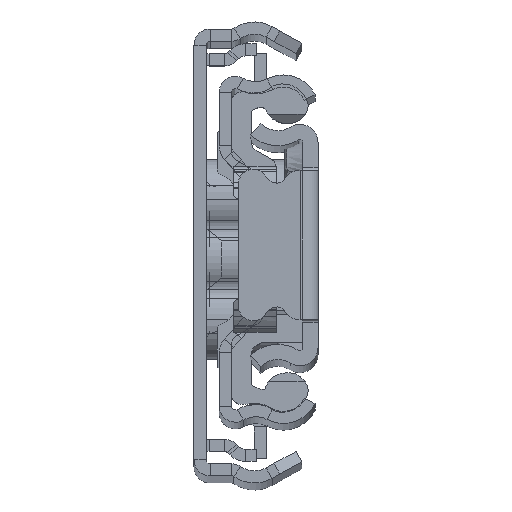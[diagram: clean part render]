
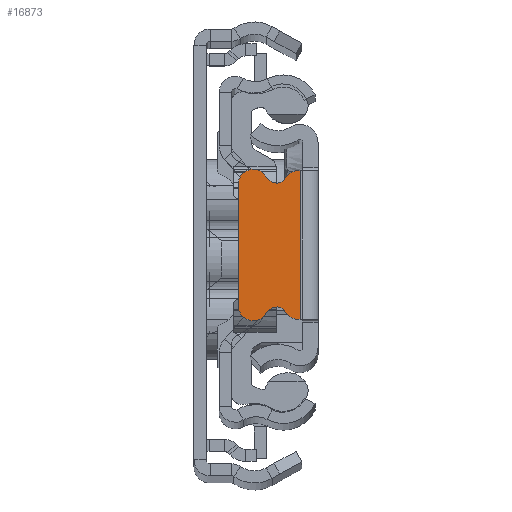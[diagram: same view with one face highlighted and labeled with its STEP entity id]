
A CAD part, top view. The second image highlights one B-rep face of the part: STEP entity #16873.
In plain terms, the highlighted planar face has unit normal (0, 0, 1).
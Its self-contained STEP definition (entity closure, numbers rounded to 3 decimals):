
#113 = CIRCLE ( 'NONE', #18565, 1.1 ) ;
#231 = PLANE ( 'NONE',  #20200 ) ;
#267 = VERTEX_POINT ( 'NONE', #4852 ) ;
#526 = CIRCLE ( 'NONE', #18092, 1.5 ) ;
#812 = ORIENTED_EDGE ( 'NONE', *, *, #9153, .T. ) ;
#846 = DIRECTION ( 'NONE',  ( 0., 0., 1. ) ) ;
#1017 = DIRECTION ( 'NONE',  ( -1., 0., 0. ) ) ;
#1103 = DIRECTION ( 'NONE',  ( 1., 0., 0. ) ) ;
#1404 = CARTESIAN_POINT ( 'NONE',  ( -1.929, 5.87, 0. ) ) ;
#1832 = AXIS2_PLACEMENT_3D ( 'NONE', #23022, #846, #24766 ) ;
#2399 = DIRECTION ( 'NONE',  ( 1., 0., 0. ) ) ;
#2436 = CARTESIAN_POINT ( 'NONE',  ( -1.929, -7.37, 0. ) ) ;
#2494 = EDGE_CURVE ( 'NONE', #7760, #11019, #17392, .T. ) ;
#3159 = CARTESIAN_POINT ( 'NONE',  ( -5.109, 6.713, 0. ) ) ;
#3552 = CARTESIAN_POINT ( 'NONE',  ( -1.75, -7.37, 0. ) ) ;
#3812 = ORIENTED_EDGE ( 'NONE', *, *, #18344, .T. ) ;
#3993 = DIRECTION ( 'NONE',  ( -1., 0., 0. ) ) ;
#4120 = VECTOR ( 'NONE', #2399, 1000. ) ;
#4124 = DIRECTION ( 'NONE',  ( 1., 0., 0. ) ) ;
#4849 = ORIENTED_EDGE ( 'NONE', *, *, #24876, .F. ) ;
#4852 = CARTESIAN_POINT ( 'NONE',  ( -7.929, -6., 0. ) ) ;
#4953 = CARTESIAN_POINT ( 'NONE',  ( -1.75, 7.37, 0. ) ) ;
#5122 = EDGE_CURVE ( 'NONE', #6164, #23294, #23826, .T. ) ;
#5205 = CIRCLE ( 'NONE', #21934, 1.5 ) ;
#5451 = VECTOR ( 'NONE', #12588, 1000. ) ;
#5875 = CARTESIAN_POINT ( 'NONE',  ( -7.929, 6., 0. ) ) ;
#6015 = CARTESIAN_POINT ( 'NONE',  ( -1.929, 7.37, 0. ) ) ;
#6150 = CARTESIAN_POINT ( 'NONE',  ( -7.929, -6., 0. ) ) ;
#6164 = VERTEX_POINT ( 'NONE', #16459 ) ;
#6609 = CARTESIAN_POINT ( 'NONE',  ( -4.142, 7.236, 0. ) ) ;
#7757 = CARTESIAN_POINT ( 'NONE',  ( -1.929, 7.37, 0. ) ) ;
#7760 = VERTEX_POINT ( 'NONE', #15954 ) ;
#7845 = ORIENTED_EDGE ( 'NONE', *, *, #12123, .T. ) ;
#9153 = EDGE_CURVE ( 'NONE', #23756, #267, #24548, .T. ) ;
#9278 = DIRECTION ( 'NONE',  ( -1., 0., 0. ) ) ;
#9289 = CARTESIAN_POINT ( 'NONE',  ( -1.929, -7.37, 0. ) ) ;
#9403 = DIRECTION ( 'NONE',  ( 0., 0., -1. ) ) ;
#9763 = LINE ( 'NONE', #7757, #4120 ) ;
#9815 = CARTESIAN_POINT ( 'NONE',  ( -5.109, -6.713, 0. ) ) ;
#10328 = ORIENTED_EDGE ( 'NONE', *, *, #22230, .T. ) ;
#10801 = VECTOR ( 'NONE', #25002, 1000. ) ;
#11019 = VERTEX_POINT ( 'NONE', #3159 ) ;
#11212 = LINE ( 'NONE', #25855, #15502 ) ;
#12119 = EDGE_CURVE ( 'NONE', #15301, #26509, #11212, .T. ) ;
#12123 = EDGE_CURVE ( 'NONE', #14176, #7760, #5205, .T. ) ;
#12588 = DIRECTION ( 'NONE',  ( 0., -1., 0. ) ) ;
#12761 = EDGE_CURVE ( 'NONE', #26509, #23294, #16797, .T. ) ;
#13716 = EDGE_LOOP ( 'NONE', ( #23583, #4849, #7845, #17114, #17021, #812, #3812, #10328, #18452, #16995 ) ) ;
#13829 = CIRCLE ( 'NONE', #1832, 1.5 ) ;
#13931 = CARTESIAN_POINT ( 'NONE',  ( -4.142, -7.236, 0. ) ) ;
#14176 = VERTEX_POINT ( 'NONE', #6015 ) ;
#14399 = DIRECTION ( 'NONE',  ( 0., 0., -1. ) ) ;
#15301 = VERTEX_POINT ( 'NONE', #4953 ) ;
#15336 = DIRECTION ( 'NONE',  ( 0., 0., 1. ) ) ;
#15502 = VECTOR ( 'NONE', #23841, 1000. ) ;
#15954 = CARTESIAN_POINT ( 'NONE',  ( -3.206, 6.658, 0. ) ) ;
#16098 = AXIS2_PLACEMENT_3D ( 'NONE', #21892, #23916, #1103 ) ;
#16459 = CARTESIAN_POINT ( 'NONE',  ( -3.206, -6.658, 0. ) ) ;
#16797 = LINE ( 'NONE', #2436, #10801 ) ;
#16873 = ADVANCED_FACE ( 'NONE', ( #20514 ), #231, .T. ) ;
#16995 = ORIENTED_EDGE ( 'NONE', *, *, #12761, .F. ) ;
#17021 = ORIENTED_EDGE ( 'NONE', *, *, #21149, .T. ) ;
#17114 = ORIENTED_EDGE ( 'NONE', *, *, #2494, .T. ) ;
#17392 = CIRCLE ( 'NONE', #26377, 1.1 ) ;
#18092 = AXIS2_PLACEMENT_3D ( 'NONE', #21650, #15336, #9278 ) ;
#18344 = EDGE_CURVE ( 'NONE', #267, #21822, #13829, .T. ) ;
#18452 = ORIENTED_EDGE ( 'NONE', *, *, #5122, .T. ) ;
#18565 = AXIS2_PLACEMENT_3D ( 'NONE', #13931, #9403, #3993 ) ;
#19422 = DIRECTION ( 'NONE',  ( 0., 0., 1. ) ) ;
#20200 = AXIS2_PLACEMENT_3D ( 'NONE', #25224, #22526, #4124 ) ;
#20514 = FACE_OUTER_BOUND ( 'NONE', #13716, .T. ) ;
#20867 = DIRECTION ( 'NONE',  ( 1., 0., 0. ) ) ;
#21149 = EDGE_CURVE ( 'NONE', #11019, #23756, #526, .T. ) ;
#21650 = CARTESIAN_POINT ( 'NONE',  ( -6.429, 6., 0. ) ) ;
#21822 = VERTEX_POINT ( 'NONE', #9815 ) ;
#21892 = CARTESIAN_POINT ( 'NONE',  ( -1.929, -5.87, 0. ) ) ;
#21934 = AXIS2_PLACEMENT_3D ( 'NONE', #1404, #19422, #1017 ) ;
#22230 = EDGE_CURVE ( 'NONE', #21822, #6164, #113, .T. ) ;
#22526 = DIRECTION ( 'NONE',  ( 0., 0., 1. ) ) ;
#23022 = CARTESIAN_POINT ( 'NONE',  ( -6.429, -6., 0. ) ) ;
#23294 = VERTEX_POINT ( 'NONE', #9289 ) ;
#23583 = ORIENTED_EDGE ( 'NONE', *, *, #12119, .F. ) ;
#23756 = VERTEX_POINT ( 'NONE', #5875 ) ;
#23826 = CIRCLE ( 'NONE', #16098, 1.5 ) ;
#23841 = DIRECTION ( 'NONE',  ( 0., -1., 0. ) ) ;
#23916 = DIRECTION ( 'NONE',  ( 0., 0., 1. ) ) ;
#24548 = LINE ( 'NONE', #6150, #5451 ) ;
#24766 = DIRECTION ( 'NONE',  ( 1., 0., 0. ) ) ;
#24876 = EDGE_CURVE ( 'NONE', #14176, #15301, #9763, .T. ) ;
#25002 = DIRECTION ( 'NONE',  ( -1., 0., 0. ) ) ;
#25224 = CARTESIAN_POINT ( 'NONE',  ( 394.071, 0., 0. ) ) ;
#25855 = CARTESIAN_POINT ( 'NONE',  ( -1.75, 0., 0. ) ) ;
#26377 = AXIS2_PLACEMENT_3D ( 'NONE', #6609, #14399, #20867 ) ;
#26509 = VERTEX_POINT ( 'NONE', #3552 ) ;
